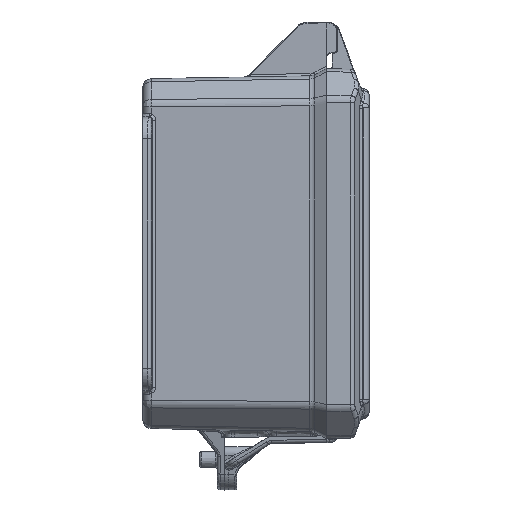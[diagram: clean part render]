
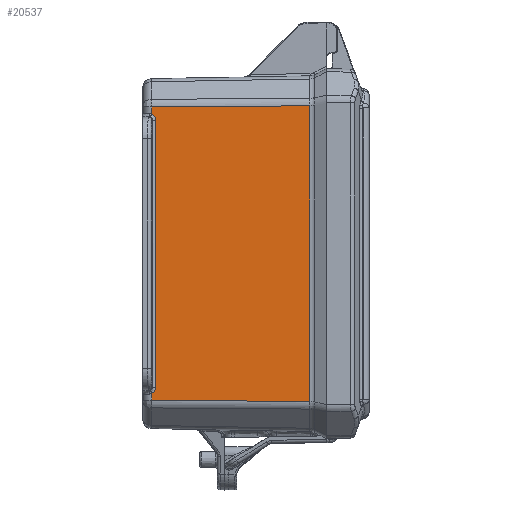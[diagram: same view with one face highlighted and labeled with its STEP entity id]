
A CAD part, front view. The second image highlights one B-rep face of the part: STEP entity #20537.
In plain terms, the highlighted planar face has unit normal (-0.018, -1, 0).
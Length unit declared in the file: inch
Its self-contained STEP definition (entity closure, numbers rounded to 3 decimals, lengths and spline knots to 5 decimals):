
#449 = CARTESIAN_POINT ( 'NONE',  ( -3.01935, -4.0923, 2.35964 ) ) ;
#679 = ORIENTED_EDGE ( 'NONE', *, *, #84402, .F. ) ;
#1081 = VECTOR ( 'NONE', #6269, 39.37008 ) ;
#2193 = CARTESIAN_POINT ( 'NONE',  ( -3.03482, -4.09203, 2.41887 ) ) ;
#2425 = CARTESIAN_POINT ( 'NONE',  ( -3.04085, -4.09192, -2.42842 ) ) ;
#3034 = B_SPLINE_CURVE_WITH_KNOTS ( 'NONE', 3,
 ( #82839, #73810, #38112, #100946, #47127, #109968, #56120, #2425, #65163, #11436, #74192, #20455, #83217, #29484 ),
 .UNSPECIFIED., .F., .F.,
 ( 4, 2, 2, 2, 2, 2, 4 ),
 ( 0., 0.125, 0.25, 0.5, 0.625, 0.75, 1. ),
 .UNSPECIFIED. ) ;
#6269 = DIRECTION ( 'NONE',  ( -1., 0.017, -0.007 ) ) ;
#9611 = CARTESIAN_POINT ( 'NONE',  ( -3.01935, -4.0923, 3.85633 ) ) ;
#11211 = CARTESIAN_POINT ( 'NONE',  ( -3.02759, -4.09215, 2.40369 ) ) ;
#11436 = CARTESIAN_POINT ( 'NONE',  ( -3.05145, -4.09174, -2.44153 ) ) ;
#12231 = CARTESIAN_POINT ( 'NONE',  ( -3.08787, -4.0911, 2.50899 ) ) ;
#13290 = LINE ( 'NONE', #9611, #84856 ) ;
#15069 = VERTEX_POINT ( 'NONE', #74902 ) ;
#16547 = PLANE ( 'NONE',  #93198 ) ;
#20224 = CARTESIAN_POINT ( 'NONE',  ( -3.02092, -4.09227, 2.38211 ) ) ;
#20455 = CARTESIAN_POINT ( 'NONE',  ( -3.06813, -4.09145, -2.45693 ) ) ;
#20537 = ADVANCED_FACE ( 'NONE', ( #104427 ), #16547, .T. ) ;
#20765 = CARTESIAN_POINT ( 'NONE',  ( -0.29385, -4.13987, 2.61105 ) ) ;
#20864 = CARTESIAN_POINT ( 'NONE',  ( -3.08788, -4.0911, 2.46806 ) ) ;
#21148 = VERTEX_POINT ( 'NONE', #28463 ) ;
#21252 = CARTESIAN_POINT ( 'NONE',  ( -3.08787, -4.0911, 2.54992 ) ) ;
#25544 = CARTESIAN_POINT ( 'NONE',  ( 0., -4.145, 3.85633 ) ) ;
#28463 = CARTESIAN_POINT ( 'NONE',  ( -0.29385, -4.13987, -2.61105 ) ) ;
#29242 = CARTESIAN_POINT ( 'NONE',  ( -3.01935, -4.0923, 2.35964 ) ) ;
#29341 = VERTEX_POINT ( 'NONE', #73916 ) ;
#29484 = CARTESIAN_POINT ( 'NONE',  ( -3.08788, -4.0911, -2.46807 ) ) ;
#30458 = EDGE_CURVE ( 'NONE', #21148, #51122, #61221, .T. ) ;
#34588 = DIRECTION ( 'NONE',  ( 1., -0.017, 0. ) ) ;
#36186 = ORIENTED_EDGE ( 'NONE', *, *, #72705, .T. ) ;
#37103 = CARTESIAN_POINT ( 'NONE',  ( -0.29385, -4.13987, 3.85633 ) ) ;
#38112 = CARTESIAN_POINT ( 'NONE',  ( -3.01974, -4.09229, -2.37094 ) ) ;
#39972 = ORIENTED_EDGE ( 'NONE', *, *, #93581, .T. ) ;
#40376 = EDGE_CURVE ( 'NONE', #106152, #115865, #112382, .T. ) ;
#41073 = CARTESIAN_POINT ( 'NONE',  ( -3.08786, -4.0911, -2.54992 ) ) ;
#43242 = CARTESIAN_POINT ( 'NONE',  ( -3.08785, -4.0911, -2.59085 ) ) ;
#45122 = LINE ( 'NONE', #43242, #109899 ) ;
#46888 = CARTESIAN_POINT ( 'NONE',  ( -3.06816, -4.09144, 2.45696 ) ) ;
#47127 = CARTESIAN_POINT ( 'NONE',  ( -3.02247, -4.09224, -2.38745 ) ) ;
#49350 = CARTESIAN_POINT ( 'NONE',  ( -3.08788, -4.0911, 2.46806 ) ) ;
#49679 = EDGE_CURVE ( 'NONE', #51122, #66813, #93746, .T. ) ;
#51122 = VERTEX_POINT ( 'NONE', #69805 ) ;
#55894 = CARTESIAN_POINT ( 'NONE',  ( -3.04382, -4.09187, 2.43315 ) ) ;
#56120 = CARTESIAN_POINT ( 'NONE',  ( -3.03182, -4.09208, -2.4141 ) ) ;
#57810 = ORIENTED_EDGE ( 'NONE', *, *, #40376, .T. ) ;
#59864 = CARTESIAN_POINT ( 'NONE',  ( -3.08788, -4.0911, -2.46807 ) ) ;
#61221 = LINE ( 'NONE', #37103, #64057 ) ;
#62934 = EDGE_CURVE ( 'NONE', #104714, #15069, #97884, .T. ) ;
#64057 = VECTOR ( 'NONE', #99936, 39.37008 ) ;
#64915 = CARTESIAN_POINT ( 'NONE',  ( -3.03218, -4.09207, 2.41393 ) ) ;
#65163 = CARTESIAN_POINT ( 'NONE',  ( -3.04417, -4.09186, -2.43296 ) ) ;
#66813 = VERTEX_POINT ( 'NONE', #84617 ) ;
#69805 = CARTESIAN_POINT ( 'NONE',  ( -0.29385, -4.13987, 2.61105 ) ) ;
#72056 = B_SPLINE_CURVE_WITH_KNOTS ( 'NONE', 3,
 ( #20864, #12231, #21252, #83997 ),
 .UNSPECIFIED., .F., .F.,
 ( 4, 4 ),
 ( 0., 1. ),
 .UNSPECIFIED. ) ;
#72705 = EDGE_CURVE ( 'NONE', #29341, #15069, #3034, .T. ) ;
#73810 = CARTESIAN_POINT ( 'NONE',  ( -3.01935, -4.0923, -2.36533 ) ) ;
#73916 = CARTESIAN_POINT ( 'NONE',  ( -3.01935, -4.0923, -2.35964 ) ) ;
#73956 = CARTESIAN_POINT ( 'NONE',  ( -3.02562, -4.09219, 2.39831 ) ) ;
#74192 = CARTESIAN_POINT ( 'NONE',  ( -3.05544, -4.09167, -2.44562 ) ) ;
#74902 = CARTESIAN_POINT ( 'NONE',  ( -3.08788, -4.0911, -2.46807 ) ) ;
#81060 = ORIENTED_EDGE ( 'NONE', *, *, #104767, .T. ) ;
#82270 = EDGE_LOOP ( 'NONE', ( #81060, #107049, #102465, #679, #57810, #39972, #36186, #95555 ) ) ;
#82839 = CARTESIAN_POINT ( 'NONE',  ( -3.01935, -4.0923, -2.35964 ) ) ;
#82984 = CARTESIAN_POINT ( 'NONE',  ( -3.01935, -4.0923, 2.37102 ) ) ;
#83217 = CARTESIAN_POINT ( 'NONE',  ( -3.07753, -4.09128, -2.46315 ) ) ;
#83997 = CARTESIAN_POINT ( 'NONE',  ( -3.08786, -4.0911, 2.59085 ) ) ;
#84402 = EDGE_CURVE ( 'NONE', #106152, #66813, #72056, .T. ) ;
#84617 = CARTESIAN_POINT ( 'NONE',  ( -3.08786, -4.0911, 2.59085 ) ) ;
#84856 = VECTOR ( 'NONE', #108918, 39.37008 ) ;
#87356 = CARTESIAN_POINT ( 'NONE',  ( -3.07753, -4.09128, 2.46315 ) ) ;
#88329 = DIRECTION ( 'NONE',  ( -0.017, -1., 0. ) ) ;
#91621 = CARTESIAN_POINT ( 'NONE',  ( -3.08788, -4.0911, 2.46806 ) ) ;
#93198 = AXIS2_PLACEMENT_3D ( 'NONE', #25544, #88329, #34588 ) ;
#93581 = EDGE_CURVE ( 'NONE', #115865, #29341, #13290, .T. ) ;
#93746 = LINE ( 'NONE', #20765, #1081 ) ;
#95555 = ORIENTED_EDGE ( 'NONE', *, *, #62934, .F. ) ;
#97884 = B_SPLINE_CURVE_WITH_KNOTS ( 'NONE', 3,
 ( #104692, #41073, #113718, #59864 ),
 .UNSPECIFIED., .F., .F.,
 ( 4, 4 ),
 ( 0., 1. ),
 .UNSPECIFIED. ) ;
#99936 = DIRECTION ( 'NONE',  ( 0., 0., 1. ) ) ;
#100946 = CARTESIAN_POINT ( 'NONE',  ( -3.02131, -4.09226, -2.38203 ) ) ;
#102465 = ORIENTED_EDGE ( 'NONE', *, *, #49679, .T. ) ;
#104427 = FACE_OUTER_BOUND ( 'NONE', #82270, .T. ) ;
#104692 = CARTESIAN_POINT ( 'NONE',  ( -3.08785, -4.0911, -2.59085 ) ) ;
#104714 = VERTEX_POINT ( 'NONE', #113917 ) ;
#104767 = EDGE_CURVE ( 'NONE', #104714, #21148, #45122, .T. ) ;
#106074 = DIRECTION ( 'NONE',  ( 1., -0.017, -0.007 ) ) ;
#106152 = VERTEX_POINT ( 'NONE', #49350 ) ;
#107049 = ORIENTED_EDGE ( 'NONE', *, *, #30458, .T. ) ;
#108918 = DIRECTION ( 'NONE',  ( 0., 0., -1. ) ) ;
#109738 = CARTESIAN_POINT ( 'NONE',  ( -3.05113, -4.09174, 2.44178 ) ) ;
#109899 = VECTOR ( 'NONE', #106074, 39.37008 ) ;
#109968 = CARTESIAN_POINT ( 'NONE',  ( -3.02723, -4.09216, -2.40386 ) ) ;
#112382 = B_SPLINE_CURVE_WITH_KNOTS ( 'NONE', 3,
 ( #91621, #87356, #46888, #109738, #55894, #2193, #64915, #11211, #73956, #20224, #82984, #29242 ),
 .UNSPECIFIED., .F., .F.,
 ( 4, 2, 2, 2, 2, 4 ),
 ( 0., 0.25, 0.5, 0.625, 0.75, 1. ),
 .UNSPECIFIED. ) ;
#113718 = CARTESIAN_POINT ( 'NONE',  ( -3.08787, -4.0911, -2.50899 ) ) ;
#113917 = CARTESIAN_POINT ( 'NONE',  ( -3.08785, -4.0911, -2.59085 ) ) ;
#115865 = VERTEX_POINT ( 'NONE', #449 ) ;
